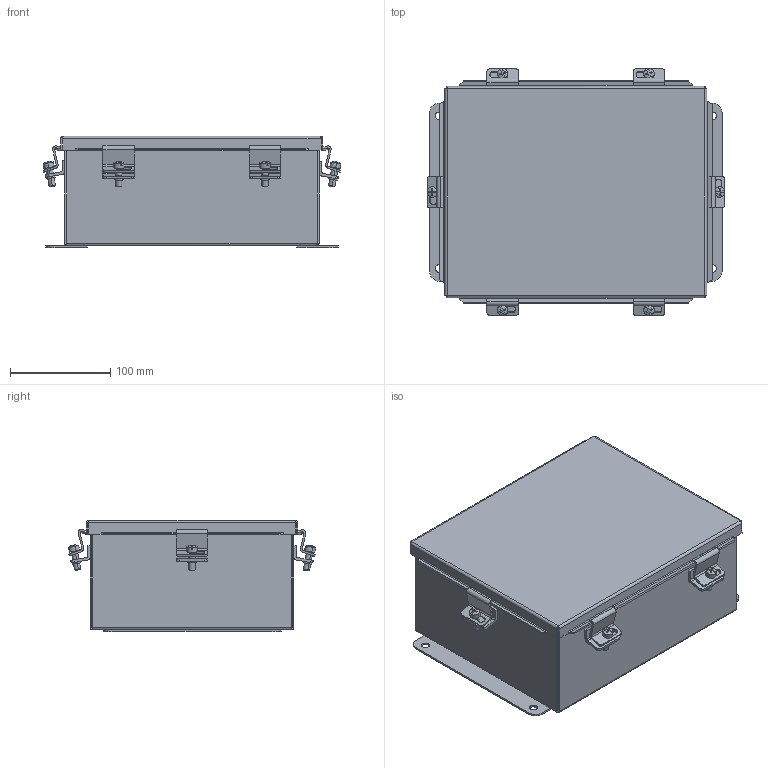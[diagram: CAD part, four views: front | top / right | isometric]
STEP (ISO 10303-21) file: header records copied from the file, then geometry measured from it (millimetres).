
FILE_DESCRIPTION (( 'STEP AP214' ), '1' );
FILE_NAME ('BN4100804SSA.STEP', '2016-02-02T20:06:16', ( '' ), ( '' ), 'SwSTEP 2.0', 'SolidWorks 2014', '' );
FILE_SCHEMA (( 'AUTOMOTIVE_DESIGN' ));
Length unit declared in the file: inch
Products named in the file (9): HFW3883; BN41008SSALID_1; 30810_1; 372164_1; 30811_1; 34973_1; BN4100804SSA; 348129_1; BN4100804SSABKP_1
Assembly tree (27 placements, depth 2):
  BN4100804SSA
    34973_1  x4
    30811_1  x6
    372164_1  x6
    30810_1  x6
    BN41008SSALID_1
    HFW3883
    BN4100804SSABKP_1
    348129_1  x2
Bounding box: 297.5 x 246.98 x 111.44 mm (x, y, z)
Volume: 411469.2 mm3; surface area: 508457.4 mm2
Topology: 27 solids, 27 shells, 753 faces, 1860 edges, 1190 vertices
Faces by surface type: plane 363, cylinder 264, torus 76, bspline 24, cone 14, sphere 12
Entity records: 12466 total; most frequent: CARTESIAN_POINT 3073, DIRECTION 1386, ORIENTED_EDGE 1352, EDGE_CURVE 676, AXIS2_PLACEMENT_3D 466, VECTOR 454, LINE 454, VERTEX_POINT 417
